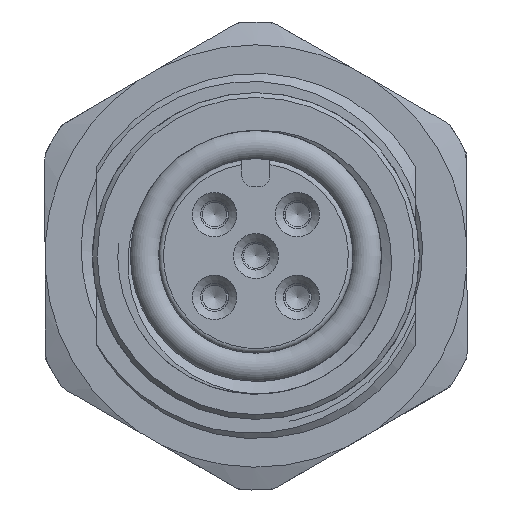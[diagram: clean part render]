
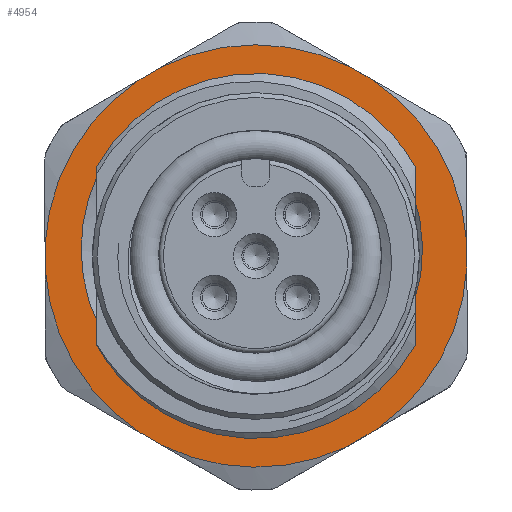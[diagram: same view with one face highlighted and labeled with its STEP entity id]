
A CAD part, front view. The second image highlights one B-rep face of the part: STEP entity #4954.
In plain terms, the highlighted face is planar.
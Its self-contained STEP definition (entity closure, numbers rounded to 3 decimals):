
#381=B_SPLINE_CURVE_WITH_KNOTS('',3,(#45666,#45667,#45668,#45669,#45670,
#45671,#45672),.UNSPECIFIED.,.F.,.F.,(4,1,1,1,4),(0.,0.004,
0.009,0.013,0.017),
 .UNSPECIFIED.);
#382=B_SPLINE_CURVE_WITH_KNOTS('',3,(#45676,#45677,#45678,#45679,#45680,
#45681,#45682),.UNSPECIFIED.,.F.,.F.,(4,1,1,1,4),(0.,
0.004,0.009,0.013,0.017),
 .UNSPECIFIED.);
#497=PLANE('',#5641);
#692=CIRCLE('',#5642,7.6);
#693=CIRCLE('',#5643,6.93);
#694=CIRCLE('',#5644,9.024);
#695=CIRCLE('',#5645,9.024);
#696=CIRCLE('',#5646,9.024);
#697=CIRCLE('',#5647,9.024);
#698=CIRCLE('',#5648,9.024);
#699=CIRCLE('',#5649,9.024);
#1645=ORIENTED_EDGE('',*,*,#2610,.T.);
#1646=ORIENTED_EDGE('',*,*,#2611,.T.);
#1647=ORIENTED_EDGE('',*,*,#2612,.T.);
#1648=ORIENTED_EDGE('',*,*,#2613,.T.);
#1649=ORIENTED_EDGE('',*,*,#2614,.F.);
#1650=ORIENTED_EDGE('',*,*,#2615,.T.);
#1651=ORIENTED_EDGE('',*,*,#2616,.F.);
#1652=ORIENTED_EDGE('',*,*,#2617,.T.);
#1653=ORIENTED_EDGE('',*,*,#2618,.F.);
#1654=ORIENTED_EDGE('',*,*,#2619,.T.);
#1655=ORIENTED_EDGE('',*,*,#2620,.F.);
#1656=ORIENTED_EDGE('',*,*,#2621,.T.);
#1657=ORIENTED_EDGE('',*,*,#2622,.F.);
#1658=ORIENTED_EDGE('',*,*,#2623,.T.);
#1659=ORIENTED_EDGE('',*,*,#2624,.F.);
#1660=ORIENTED_EDGE('',*,*,#2625,.T.);
#2610=EDGE_CURVE('',#3180,#3181,#692,.T.);
#2611=EDGE_CURVE('',#3181,#3182,#381,.T.);
#2612=EDGE_CURVE('',#3182,#3183,#693,.F.);
#2613=EDGE_CURVE('',#3183,#3180,#382,.T.);
#2614=EDGE_CURVE('',#3184,#3185,#694,.F.);
#2615=EDGE_CURVE('',#3184,#3186,#3504,.T.);
#2616=EDGE_CURVE('',#3187,#3186,#695,.F.);
#2617=EDGE_CURVE('',#3187,#3188,#3505,.T.);
#2618=EDGE_CURVE('',#3189,#3188,#696,.F.);
#2619=EDGE_CURVE('',#3189,#3190,#3506,.T.);
#2620=EDGE_CURVE('',#3191,#3190,#697,.F.);
#2621=EDGE_CURVE('',#3191,#3192,#3507,.T.);
#2622=EDGE_CURVE('',#3193,#3192,#698,.F.);
#2623=EDGE_CURVE('',#3193,#3194,#3508,.T.);
#2624=EDGE_CURVE('',#3195,#3194,#699,.F.);
#2625=EDGE_CURVE('',#3195,#3185,#3509,.T.);
#3180=VERTEX_POINT('',#45664);
#3181=VERTEX_POINT('',#45665);
#3182=VERTEX_POINT('',#45673);
#3183=VERTEX_POINT('',#45675);
#3184=VERTEX_POINT('',#45684);
#3185=VERTEX_POINT('',#45685);
#3186=VERTEX_POINT('',#45687);
#3187=VERTEX_POINT('',#45689);
#3188=VERTEX_POINT('',#45691);
#3189=VERTEX_POINT('',#45693);
#3190=VERTEX_POINT('',#45695);
#3191=VERTEX_POINT('',#45697);
#3192=VERTEX_POINT('',#45699);
#3193=VERTEX_POINT('',#45701);
#3194=VERTEX_POINT('',#45703);
#3195=VERTEX_POINT('',#45705);
#3504=LINE('',#45686,#3751);
#3505=LINE('',#45690,#3752);
#3506=LINE('',#45694,#3753);
#3507=LINE('',#45698,#3754);
#3508=LINE('',#45702,#3755);
#3509=LINE('',#45706,#3756);
#3751=VECTOR('',#6572,1000.);
#3752=VECTOR('',#6575,1000.);
#3753=VECTOR('',#6578,1000.);
#3754=VECTOR('',#6581,1000.);
#3755=VECTOR('',#6584,1000.);
#3756=VECTOR('',#6587,1000.);
#4098=EDGE_LOOP('',(#1645,#1646,#1647,#1648));
#4099=EDGE_LOOP('',(#1649,#1650,#1651,#1652,#1653,#1654,#1655,#1656,#1657,
#1658,#1659,#1660));
#4511=FACE_BOUND('',#4098,.T.);
#4512=FACE_BOUND('',#4099,.T.);
#4954=ADVANCED_FACE('',(#4511,#4512),#497,.T.);
#5641=AXIS2_PLACEMENT_3D('',#45662,#6564,#6565);
#5642=AXIS2_PLACEMENT_3D('',#45663,#6566,#6567);
#5643=AXIS2_PLACEMENT_3D('',#45674,#6568,#6569);
#5644=AXIS2_PLACEMENT_3D('',#45683,#6570,#6571);
#5645=AXIS2_PLACEMENT_3D('',#45688,#6573,#6574);
#5646=AXIS2_PLACEMENT_3D('',#45692,#6576,#6577);
#5647=AXIS2_PLACEMENT_3D('',#45696,#6579,#6580);
#5648=AXIS2_PLACEMENT_3D('',#45700,#6582,#6583);
#5649=AXIS2_PLACEMENT_3D('',#45704,#6585,#6586);
#6564=DIRECTION('',(1.,0.,0.));
#6565=DIRECTION('',(0.,0.,-1.));
#6566=DIRECTION('',(-1.,0.,0.));
#6567=DIRECTION('',(0.,1.,0.));
#6568=DIRECTION('',(1.,0.,0.));
#6569=DIRECTION('',(0.,0.,-1.));
#6570=DIRECTION('',(1.,0.,0.));
#6571=DIRECTION('',(0.,0.,-1.));
#6572=DIRECTION('',(0.,1.,0.));
#6573=DIRECTION('',(1.,0.,0.));
#6574=DIRECTION('',(0.,0.,-1.));
#6575=DIRECTION('',(0.,0.497,0.868));
#6576=DIRECTION('',(1.,0.,0.));
#6577=DIRECTION('',(0.,0.,-1.));
#6578=DIRECTION('',(0.,-0.497,0.868));
#6579=DIRECTION('',(1.,0.,0.));
#6580=DIRECTION('',(0.,0.,-1.));
#6581=DIRECTION('',(0.,-1.,0.));
#6582=DIRECTION('',(1.,0.,0.));
#6583=DIRECTION('',(0.,0.,-1.));
#6584=DIRECTION('',(0.,-0.498,-0.867));
#6585=DIRECTION('',(1.,0.,0.));
#6586=DIRECTION('',(0.,0.,-1.));
#6587=DIRECTION('',(0.,0.498,-0.867));
#45662=CARTESIAN_POINT('',(1.5,0.,0.));
#45663=CARTESIAN_POINT('',(1.5,0.,0.));
#45664=CARTESIAN_POINT('',(1.5,-4.081,6.411));
#45665=CARTESIAN_POINT('',(1.5,3.02,6.974));
#45666=CARTESIAN_POINT('',(1.5,3.02,6.974));
#45667=CARTESIAN_POINT('',(1.5,4.318,6.354));
#45668=CARTESIAN_POINT('',(1.5,6.523,4.378));
#45669=CARTESIAN_POINT('',(1.5,7.706,0.079));
#45670=CARTESIAN_POINT('',(1.5,6.285,-4.171));
#45671=CARTESIAN_POINT('',(1.5,3.917,-5.964));
#45672=CARTESIAN_POINT('',(1.5,2.558,-6.441));
#45673=CARTESIAN_POINT('',(1.5,2.558,-6.441));
#45674=CARTESIAN_POINT('',(1.5,0.,0.));
#45675=CARTESIAN_POINT('',(1.5,-1.511,-6.763));
#45676=CARTESIAN_POINT('',(1.5,-1.511,-6.763));
#45677=CARTESIAN_POINT('',(1.5,-2.927,-6.508));
#45678=CARTESIAN_POINT('',(1.5,-5.554,-5.103));
#45679=CARTESIAN_POINT('',(1.5,-7.621,-1.142));
#45680=CARTESIAN_POINT('',(1.5,-7.131,3.298));
#45681=CARTESIAN_POINT('',(1.5,-5.265,5.594));
#45682=CARTESIAN_POINT('',(1.5,-4.081,6.411));
#45683=CARTESIAN_POINT('',(1.5,0.,0.));
#45684=CARTESIAN_POINT('',(1.5,-0.764,-8.992));
#45685=CARTESIAN_POINT('',(1.5,-7.542,-4.955));
#45686=CARTESIAN_POINT('',(1.5,-4.376,-8.992));
#45687=CARTESIAN_POINT('',(1.5,0.764,-8.992));
#45688=CARTESIAN_POINT('',(1.5,0.,0.));
#45689=CARTESIAN_POINT('',(1.5,7.551,-4.941));
#45690=CARTESIAN_POINT('',(1.5,5.661,-8.243));
#45691=CARTESIAN_POINT('',(1.5,8.085,-4.008));
#45692=CARTESIAN_POINT('',(1.5,0.,0.));
#45693=CARTESIAN_POINT('',(1.5,8.085,4.008));
#45694=CARTESIAN_POINT('',(1.5,9.975,0.706));
#45695=CARTESIAN_POINT('',(1.5,7.551,4.941));
#45696=CARTESIAN_POINT('',(1.5,0.,0.));
#45697=CARTESIAN_POINT('',(1.5,0.537,9.008));
#45698=CARTESIAN_POINT('',(1.5,4.342,9.008));
#45699=CARTESIAN_POINT('',(1.5,-0.537,9.008));
#45700=CARTESIAN_POINT('',(1.5,0.,0.));
#45701=CARTESIAN_POINT('',(1.5,-7.542,4.955));
#45702=CARTESIAN_POINT('',(1.5,-5.646,8.254));
#45703=CARTESIAN_POINT('',(1.5,-8.078,4.024));
#45704=CARTESIAN_POINT('',(1.5,0.,0.));
#45705=CARTESIAN_POINT('',(1.5,-8.078,-4.024));
#45706=CARTESIAN_POINT('',(1.5,-9.974,-0.725));
